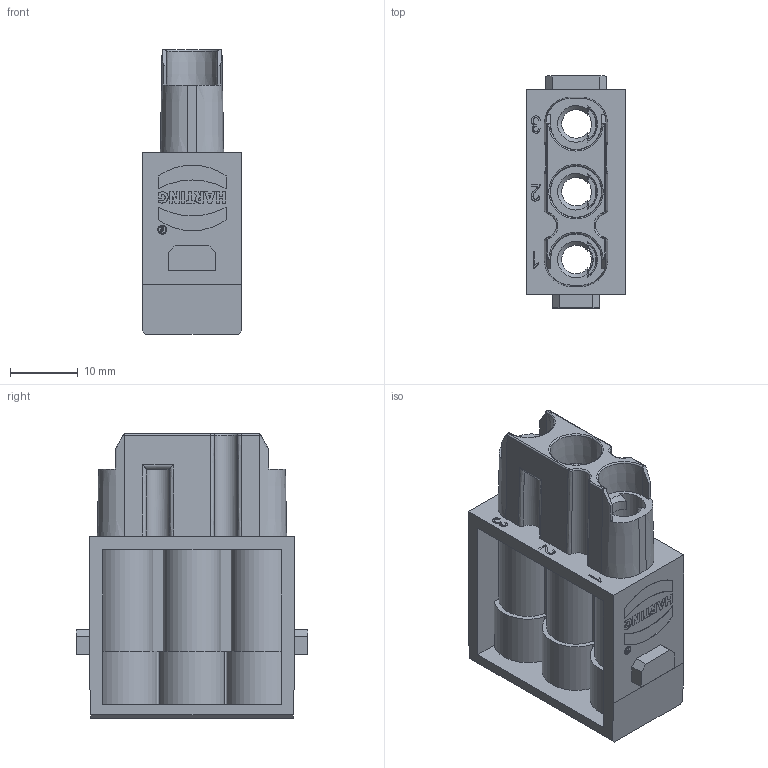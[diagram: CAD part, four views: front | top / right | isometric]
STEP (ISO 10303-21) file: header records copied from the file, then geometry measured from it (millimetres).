
FILE_DESCRIPTION(/* description */ (''),/* implementation_level */ '2;1');
FILE_NAME(/* name */ '100122500ugm000_d.stp',/* time_stamp */ '2017-10-30T15:25:01+01:00',/* author */ (''),/* organization */ (''),/* preprocessor_version */ 'ST-DEVELOPER v16',/* originating_system */ 'SIEMENS PLM Software NX 10.0',/* authorisation */ '');
FILE_SCHEMA (('AUTOMOTIVE_DESIGN { 1 0 10303 214 3 1 1 1 }'));
Length unit declared in the file: millimetre
Products named in the file (1): 100122500ugm000_d
Bounding box: 14.65 x 34.2 x 41.95 mm (x, y, z)
Volume: 6629.9 mm3; surface area: 7973.6 mm2
Topology: 1 solids, 1 shells, 338 faces, 1003 edges, 790 vertices
Faces by surface type: plane 222, cylinder 46, cone 26, bspline 24, extrusion 20
Full cylindrical faces by diameter (mm): 1.1 x1, 1.3 x1, 6.35 x3
Entity records: 13736 total; most frequent: CARTESIAN_POINT 4111, ORIENTED_EDGE 1800, DIRECTION 1580, EDGE_CURVE 900, VECTOR 616, VERTEX_POINT 610, LINE 596, AXIS2_PLACEMENT_3D 482
